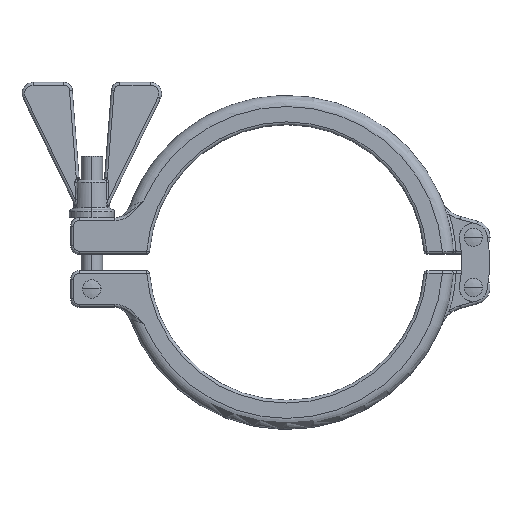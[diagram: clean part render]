
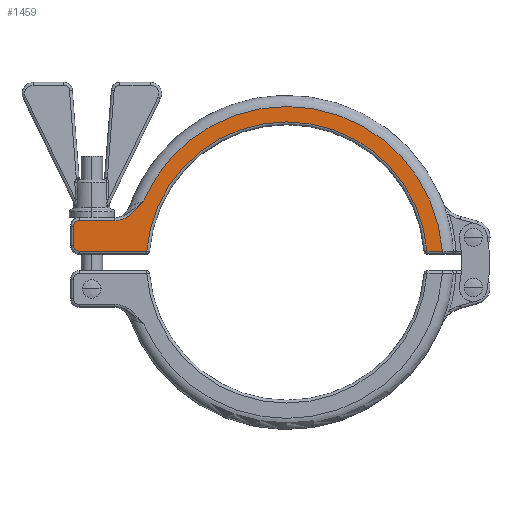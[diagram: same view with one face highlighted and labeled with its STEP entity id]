
A CAD part, top view. The second image highlights one B-rep face of the part: STEP entity #1459.
In plain terms, the highlighted planar face has unit normal (0, 0, 1).
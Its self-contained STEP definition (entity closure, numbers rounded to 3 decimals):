
#220 = EDGE_CURVE ( 'NONE', #13291, #13151, #1664, .T. ) ;
#698 = DIRECTION ( 'NONE',  ( 1., 0., 0. ) ) ;
#721 = CARTESIAN_POINT ( 'NONE',  ( 0., 0., 8.5 ) ) ;
#763 = EDGE_LOOP ( 'NONE', ( #10882, #5026, #3378, #10354, #9503, #6554, #11842, #14252, #12704 ) ) ;
#815 = CARTESIAN_POINT ( 'NONE',  ( -76.35, 13., 8.5 ) ) ;
#1035 = DIRECTION ( 'NONE',  ( 1., 0., 0. ) ) ;
#1459 = ADVANCED_FACE ( 'NONE', ( #12422 ), #11465, .T. ) ;
#1664 = CIRCLE ( 'NONE', #3684, 2. ) ;
#1883 = AXIS2_PLACEMENT_3D ( 'NONE', #721, #5754, #1035 ) ;
#2375 = CARTESIAN_POINT ( 'NONE',  ( -52.016, 21.176, 8.5 ) ) ;
#2742 = LINE ( 'NONE', #11040, #7452 ) ;
#3003 = CARTESIAN_POINT ( 'NONE',  ( 0., 0., 8.5 ) ) ;
#3333 = CARTESIAN_POINT ( 'NONE',  ( -52.701, 20.356, 8.5 ) ) ;
#3355 = B_SPLINE_CURVE_WITH_KNOTS ( 'NONE', 3,
 ( #7147, #15436, #2375, #3333, #11946, #9590, #10685, #8264, #4650, #8030, #12841, #10537, #4726, #6851, #15283, #5980, #9515, #10463 ),
 .UNSPECIFIED., .F., .F.,
 ( 4, 2, 2, 2, 2, 2, 2, 2, 4 ),
 ( 0., 0.002, 0.003, 0.006, 0.008, 0.01, 0.01, 0.011, 0.013 ),
 .UNSPECIFIED. ) ;
#3378 = ORIENTED_EDGE ( 'NONE', *, *, #6266, .T. ) ;
#3596 = EDGE_CURVE ( 'NONE', #10739, #5841, #13946, .T. ) ;
#3684 = AXIS2_PLACEMENT_3D ( 'NONE', #10379, #15277, #8107 ) ;
#3892 = CARTESIAN_POINT ( 'NONE',  ( -50.191, 4., 8.5 ) ) ;
#4425 = VERTEX_POINT ( 'NONE', #11491 ) ;
#4551 = CARTESIAN_POINT ( 'NONE',  ( 55.707, 4., 8.5 ) ) ;
#4595 = CARTESIAN_POINT ( 'NONE',  ( -74.35, 6., 8.5 ) ) ;
#4650 = CARTESIAN_POINT ( 'NONE',  ( -56.536, 16.646, 8.5 ) ) ;
#4726 = CARTESIAN_POINT ( 'NONE',  ( -58.937, 15.44, 8.5 ) ) ;
#4769 = EDGE_CURVE ( 'NONE', #7921, #10739, #9357, .T. ) ;
#5026 = ORIENTED_EDGE ( 'NONE', *, *, #12596, .T. ) ;
#5079 = DIRECTION ( 'NONE',  ( -1., 0., 0. ) ) ;
#5149 = DIRECTION ( 'NONE',  ( 0., 0., -1. ) ) ;
#5376 = EDGE_CURVE ( 'NONE', #15410, #7921, #10939, .T. ) ;
#5754 = DIRECTION ( 'NONE',  ( 0., 0., 1. ) ) ;
#5841 = VERTEX_POINT ( 'NONE', #12670 ) ;
#5980 = CARTESIAN_POINT ( 'NONE',  ( -60.5, 15.056, 8.5 ) ) ;
#6266 = EDGE_CURVE ( 'NONE', #9265, #13291, #2742, .T. ) ;
#6372 = CARTESIAN_POINT ( 'NONE',  ( -74.35, 15., 8.5 ) ) ;
#6474 = VECTOR ( 'NONE', #12668, 1000. ) ;
#6533 = CIRCLE ( 'NONE', #12308, 2. ) ;
#6554 = ORIENTED_EDGE ( 'NONE', *, *, #12329, .T. ) ;
#6769 = DIRECTION ( 'NONE',  ( 1., 0., 0. ) ) ;
#6779 = LINE ( 'NONE', #15285, #13256 ) ;
#6851 = CARTESIAN_POINT ( 'NONE',  ( -59.453, 15.283, 8.5 ) ) ;
#6945 = DIRECTION ( 'NONE',  ( 0., 0., 1. ) ) ;
#7147 = CARTESIAN_POINT ( 'NONE',  ( -51.334, 22., 8.5 ) ) ;
#7428 = CARTESIAN_POINT ( 'NONE',  ( 0., 0., 8.5 ) ) ;
#7452 = VECTOR ( 'NONE', #5079, 1000. ) ;
#7855 = DIRECTION ( 'NONE',  ( 0., 0., 1. ) ) ;
#7921 = VERTEX_POINT ( 'NONE', #9058 ) ;
#7963 = EDGE_CURVE ( 'NONE', #4425, #15410, #6779, .T. ) ;
#8030 = CARTESIAN_POINT ( 'NONE',  ( -57.453, 16.083, 8.5 ) ) ;
#8107 = DIRECTION ( 'NONE',  ( 1., 0., 0. ) ) ;
#8264 = CARTESIAN_POINT ( 'NONE',  ( -56.094, 16.965, 8.5 ) ) ;
#8845 = DIRECTION ( 'NONE',  ( 1., 0., 0. ) ) ;
#8859 = CARTESIAN_POINT ( 'NONE',  ( -61.577, 15., 8.5 ) ) ;
#9058 = CARTESIAN_POINT ( 'NONE',  ( 50.191, 4., 8.5 ) ) ;
#9265 = VERTEX_POINT ( 'NONE', #8859 ) ;
#9357 = LINE ( 'NONE', #11706, #11438 ) ;
#9503 = ORIENTED_EDGE ( 'NONE', *, *, #10200, .T. ) ;
#9515 = CARTESIAN_POINT ( 'NONE',  ( -61.034, 15., 8.5 ) ) ;
#9590 = CARTESIAN_POINT ( 'NONE',  ( -54.107, 18.751, 8.5 ) ) ;
#10200 = EDGE_CURVE ( 'NONE', #13151, #11641, #11476, .T. ) ;
#10354 = ORIENTED_EDGE ( 'NONE', *, *, #220, .T. ) ;
#10379 = CARTESIAN_POINT ( 'NONE',  ( -74.35, 13., 8.5 ) ) ;
#10463 = CARTESIAN_POINT ( 'NONE',  ( -61.577, 15., 8.5 ) ) ;
#10537 = CARTESIAN_POINT ( 'NONE',  ( -58.681, 15.532, 8.5 ) ) ;
#10685 = CARTESIAN_POINT ( 'NONE',  ( -54.847, 17.984, 8.5 ) ) ;
#10739 = VERTEX_POINT ( 'NONE', #4551 ) ;
#10882 = ORIENTED_EDGE ( 'NONE', *, *, #3596, .T. ) ;
#10939 = CIRCLE ( 'NONE', #12712, 50.35 ) ;
#11040 = CARTESIAN_POINT ( 'NONE',  ( -74.35, 15., 8.5 ) ) ;
#11438 = VECTOR ( 'NONE', #6769, 1000. ) ;
#11465 = PLANE ( 'NONE',  #13337 ) ;
#11476 = LINE ( 'NONE', #12754, #6474 ) ;
#11491 = CARTESIAN_POINT ( 'NONE',  ( -74.35, 4., 8.5 ) ) ;
#11641 = VERTEX_POINT ( 'NONE', #14238 ) ;
#11706 = CARTESIAN_POINT ( 'NONE',  ( 55.769, 4., 8.5 ) ) ;
#11842 = ORIENTED_EDGE ( 'NONE', *, *, #7963, .T. ) ;
#11946 = CARTESIAN_POINT ( 'NONE',  ( -53.046, 19.949, 8.5 ) ) ;
#12308 = AXIS2_PLACEMENT_3D ( 'NONE', #4595, #6945, #15530 ) ;
#12329 = EDGE_CURVE ( 'NONE', #11641, #4425, #6533, .T. ) ;
#12422 = FACE_OUTER_BOUND ( 'NONE', #763, .T. ) ;
#12596 = EDGE_CURVE ( 'NONE', #5841, #9265, #3355, .T. ) ;
#12668 = DIRECTION ( 'NONE',  ( 0., -1., 0. ) ) ;
#12670 = CARTESIAN_POINT ( 'NONE',  ( -51.334, 22., 8.5 ) ) ;
#12704 = ORIENTED_EDGE ( 'NONE', *, *, #4769, .T. ) ;
#12712 = AXIS2_PLACEMENT_3D ( 'NONE', #7428, #5149, #8845 ) ;
#12754 = CARTESIAN_POINT ( 'NONE',  ( -76.35, 6., 8.5 ) ) ;
#12841 = CARTESIAN_POINT ( 'NONE',  ( -57.931, 15.837, 8.5 ) ) ;
#13151 = VERTEX_POINT ( 'NONE', #815 ) ;
#13256 = VECTOR ( 'NONE', #15363, 1000. ) ;
#13291 = VERTEX_POINT ( 'NONE', #6372 ) ;
#13337 = AXIS2_PLACEMENT_3D ( 'NONE', #3003, #7855, #698 ) ;
#13946 = CIRCLE ( 'NONE', #1883, 55.85 ) ;
#14238 = CARTESIAN_POINT ( 'NONE',  ( -76.35, 6., 8.5 ) ) ;
#14252 = ORIENTED_EDGE ( 'NONE', *, *, #5376, .T. ) ;
#15277 = DIRECTION ( 'NONE',  ( 0., 0., 1. ) ) ;
#15283 = CARTESIAN_POINT ( 'NONE',  ( -59.713, 15.217, 8.5 ) ) ;
#15285 = CARTESIAN_POINT ( 'NONE',  ( -49.259, 4., 8.5 ) ) ;
#15363 = DIRECTION ( 'NONE',  ( 1., 0., 0. ) ) ;
#15410 = VERTEX_POINT ( 'NONE', #3892 ) ;
#15436 = CARTESIAN_POINT ( 'NONE',  ( -51.675, 21.59, 8.5 ) ) ;
#15530 = DIRECTION ( 'NONE',  ( 1., 0., 0. ) ) ;
